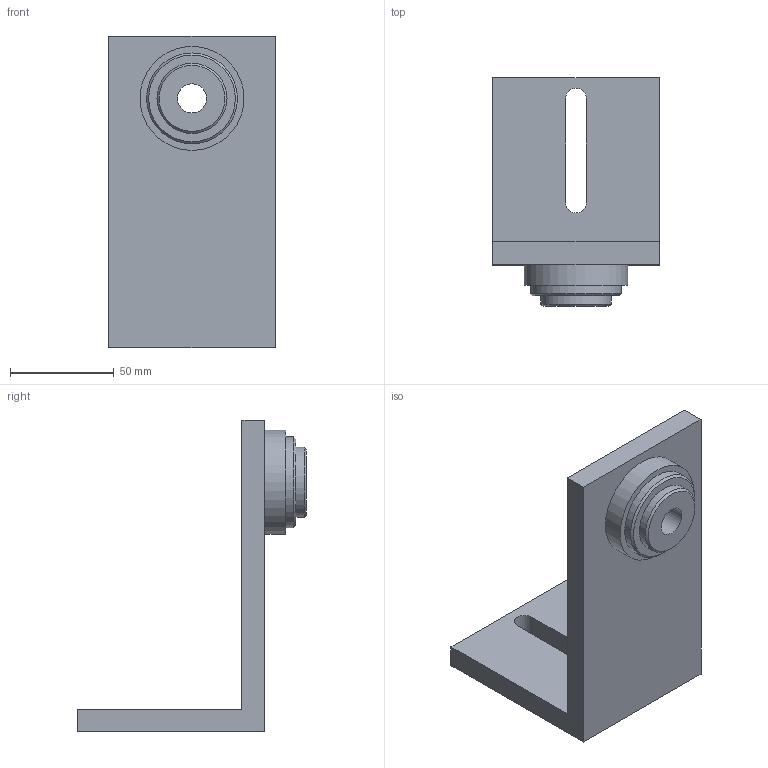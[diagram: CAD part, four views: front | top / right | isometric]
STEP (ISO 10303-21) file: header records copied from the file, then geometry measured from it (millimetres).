
FILE_DESCRIPTION(/* description */ ('STEP AP214'),/* implementation_level */ '2;1');
FILE_NAME(/* name */ '60354988ecaad51544d11b21',/* time_stamp */ '2021-02-23T18:29:29+00:00',/* author */ (''),/* organization */ (''),/* preprocessor_version */ 'ST-DEVELOPER v18.1',/* originating_system */ ' ',/* authorisation */ ' ');
FILE_SCHEMA (('AUTOMOTIVE_DESIGN {1 0 10303 214 3 1 1}'));
Length unit declared in the file: metre
Products named in the file (2): Cornière HT S; Cote HT S
Bounding box: 80 x 110 x 150 mm (x, y, z)
Volume: 221858.6 mm3; surface area: 51042.7 mm2
Topology: 2 solids, 2 shells, 23 faces, 53 edges, 36 vertices
Faces by surface type: plane 14, cylinder 7, cone 2
Full cylindrical faces by diameter (mm): 14 x2, 33.7 x1, 43.7 x1, 50 x1
Entity records: 656 total; most frequent: DIRECTION 108, CARTESIAN_POINT 99, ORIENTED_EDGE 84, EDGE_CURVE 42, AXIS2_PLACEMENT_3D 41, EDGE_LOOP 38, FACE_BOUND 38, VERTEX_POINT 32
